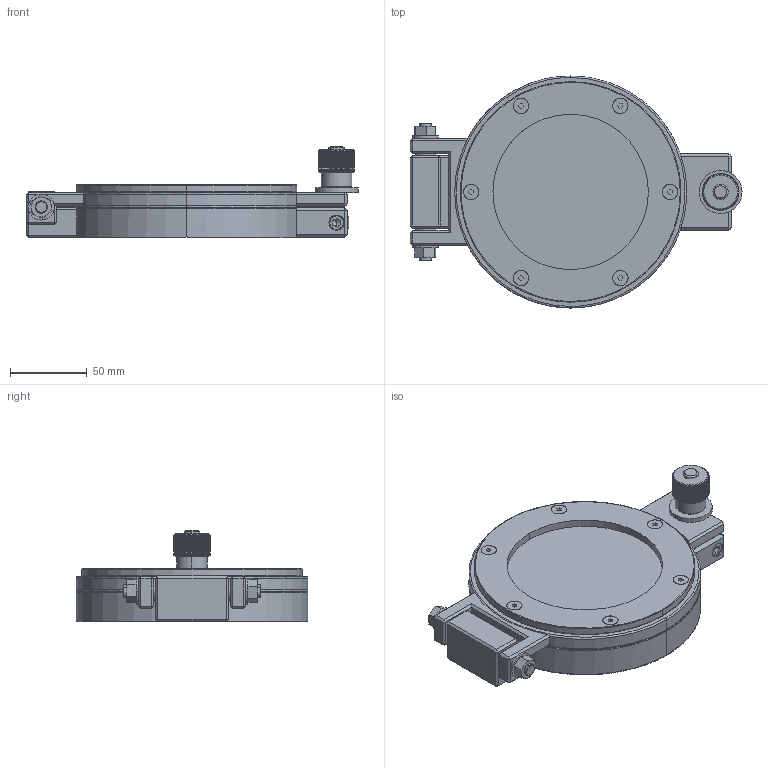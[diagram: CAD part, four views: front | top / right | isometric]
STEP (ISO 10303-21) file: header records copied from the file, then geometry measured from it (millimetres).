
FILE_DESCRIPTION (( 'STEP AP214' ), '1' );
FILE_NAME ('QADW100CF.STEP', '2020-09-02T07:27:56', ( '' ), ( '' ), 'SwSTEP 2.0', 'SolidWorks 2020', '' );
FILE_SCHEMA (( 'AUTOMOTIVE_DESIGN' ));
Length unit declared in the file: millimetre
Products named in the file (20): DIN 7991 - M5x10; ISO 4762 - M6 x 40DIN EN ISO; JIS B 1181 - M8(7); HV10700-001110; HV10700-001111; 2538100-060006(AV10700-004106); 2538100-060009(AV10700-002909); 2538100-060008(AV10700-004108); 2538100-060001(AV10700-004101); JIS B 1256 - 8.4(3); 2538100-060004(CV10700-004104); C090VI10437353BL(AS-243); 2538100-060007(AV10700-004107); QADW100CF; 2538100-060002(AV10700-004102); 2538100-045010; 2538100-060005(AV10700-004105); AV10700-001108; 2538100-060003(AV10700-004103); C090VI10762262BL(AS-156)
Assembly tree (28 placements, depth 2):
  QADW100CF
    2538100-060001(AV10700-004101)
    C090VI10437353BL(AS-243)
    2538100-060005(AV10700-004105)
    2538100-060002(AV10700-004102)
    2538100-060004(CV10700-004104)
    C090VI10762262BL(AS-156)  x2
    2538100-060003(AV10700-004103)
    2538100-060006(AV10700-004106)
    2538100-060008(AV10700-004108)
    2538100-060007(AV10700-004107)
    HV10700-001110  x2
    JIS B 1256 - 8.4(3)  x2
    JIS B 1181 - M8(7)  x2
    AV10700-001108
    HV10700-001111
    2538100-060009(AV10700-002909)
    DIN 7991 - M5x10  x6
    2538100-045010
    ISO 4762 - M6 x 40DIN EN ISO
Bounding box: 217 x 151.6 x 59.9 mm (x, y, z)
Volume: 445949.2 mm3; surface area: 171534 mm2
Topology: 28 solids, 28 shells, 943 faces, 2302 edges, 1433 vertices
Faces by surface type: plane 453, cylinder 304, cone 114, bspline 72
Entity records: 39117 total; most frequent: CARTESIAN_POINT 10993, ORIENTED_EDGE 4024, DIRECTION 3806, EDGE_CURVE 2012, AXIS2_PLACEMENT_3D 1473, VERTEX_POINT 1267, EDGE_LOOP 917, VECTOR 860
